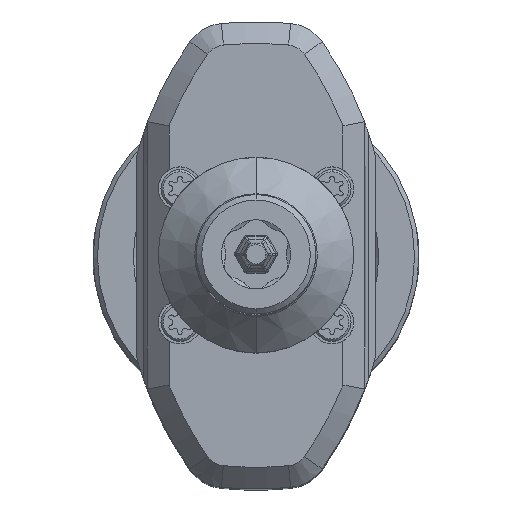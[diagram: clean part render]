
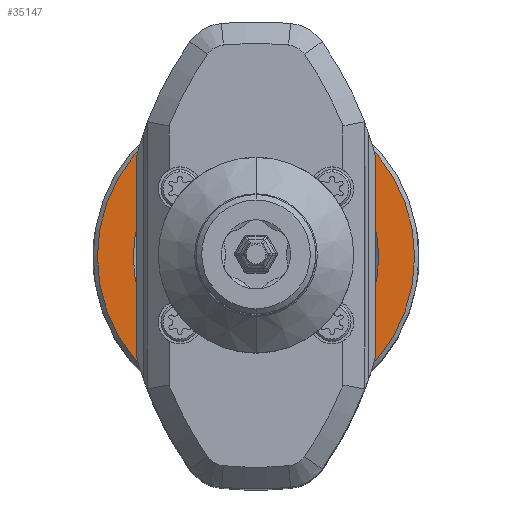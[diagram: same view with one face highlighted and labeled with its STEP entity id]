
A CAD part, top view. The second image highlights one B-rep face of the part: STEP entity #35147.
In plain terms, the highlighted planar face has unit normal (0, 0, 1).
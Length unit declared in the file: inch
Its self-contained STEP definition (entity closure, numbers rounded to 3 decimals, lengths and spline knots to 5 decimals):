
#12372=CARTESIAN_POINT('',(0.,0.,-0.47244));
#12373=DIRECTION('',(0.,0.,1.));
#12374=DIRECTION('',(0.,1.,0.));
#12375=AXIS2_PLACEMENT_3D('',#12372,#12373,#12374);
#12377=CARTESIAN_POINT('',(0.,0.,-0.47244));
#12378=DIRECTION('',(0.,0.,1.));
#12379=DIRECTION('',(0.,-1.,0.));
#12380=AXIS2_PLACEMENT_3D('',#12377,#12378,#12379);
#12382=CARTESIAN_POINT('',(0.,0.,-0.47244));
#12383=DIRECTION('',(0.,0.,1.));
#12384=DIRECTION('',(0.,-1.,0.));
#12385=AXIS2_PLACEMENT_3D('',#12382,#12383,#12384);
#12387=CARTESIAN_POINT('',(0.,0.,-0.47244));
#12388=DIRECTION('',(0.,0.,1.));
#12389=DIRECTION('',(0.,1.,0.));
#12390=AXIS2_PLACEMENT_3D('',#12387,#12388,#12389);
#20765=CARTESIAN_POINT('',(0.,0.5748,-0.47244));
#20766=CARTESIAN_POINT('',(0.,-0.5748,-0.47244));
#20767=VERTEX_POINT('',#20765);
#20768=VERTEX_POINT('',#20766);
#20816=CARTESIAN_POINT('',(0.,-0.44488,-0.47244));
#20817=CARTESIAN_POINT('',(0.,0.44488,-0.47244));
#20818=VERTEX_POINT('',#20816);
#20819=VERTEX_POINT('',#20817);
#35131=CARTESIAN_POINT('',(0.,0.,-0.47244));
#35132=DIRECTION('',(0.,0.,1.));
#35133=DIRECTION('',(0.,1.,0.));
#35134=AXIS2_PLACEMENT_3D('',#35131,#35132,#35133);
#35135=PLANE('',#35134);
#35137=ORIENTED_EDGE('',*,*,#35136,.F.);
#35138=ORIENTED_EDGE('',*,*,#35121,.F.);
#35139=EDGE_LOOP('',(#35137,#35138));
#35140=FACE_OUTER_BOUND('',#35139,.F.);
#35142=ORIENTED_EDGE('',*,*,#35141,.T.);
#35144=ORIENTED_EDGE('',*,*,#35143,.T.);
#35145=EDGE_LOOP('',(#35142,#35144));
#35146=FACE_BOUND('',#35145,.F.);
#35147=ADVANCED_FACE('',(#35140,#35146),#35135,.T.);
#12376=CIRCLE('',#12375,0.5748);
#12381=CIRCLE('',#12380,0.5748);
#12386=CIRCLE('',#12385,0.44488);
#12391=CIRCLE('',#12390,0.44488);
#35121=EDGE_CURVE('',#20768,#20767,#12381,.T.);
#35136=EDGE_CURVE('',#20767,#20768,#12376,.T.);
#35141=EDGE_CURVE('',#20818,#20819,#12386,.T.);
#35143=EDGE_CURVE('',#20819,#20818,#12391,.T.);
